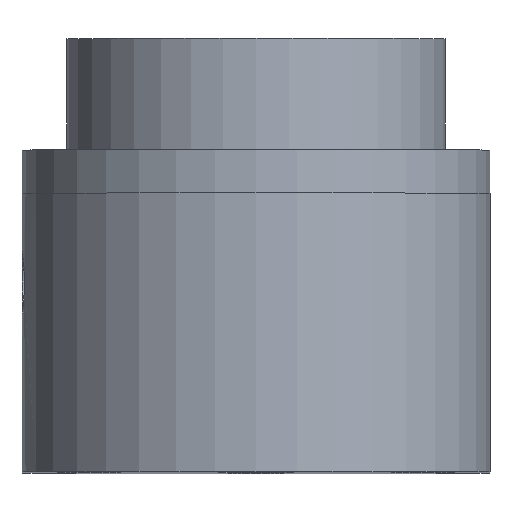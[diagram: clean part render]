
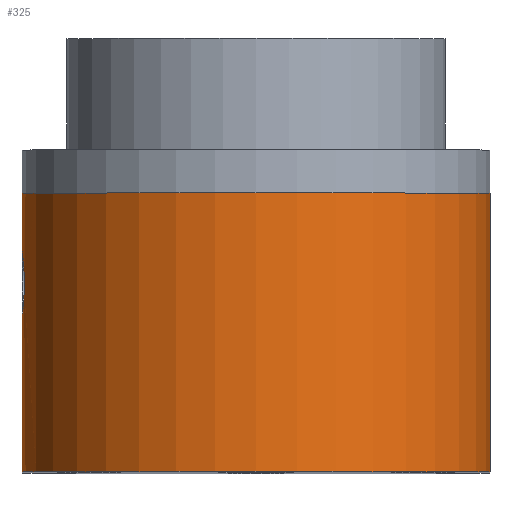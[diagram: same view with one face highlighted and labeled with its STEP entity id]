
A CAD part, top view. The second image highlights one B-rep face of the part: STEP entity #325.
In plain terms, the highlighted cylindrical face has radius 10.5 mm (diameter 21 mm), a partial arc.
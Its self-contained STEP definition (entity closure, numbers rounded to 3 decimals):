
#15=B_SPLINE_CURVE_WITH_KNOTS('',3,(#512,#513,#514,#515,#516,#517,#518,
#519,#520,#521,#522,#523,#524,#525,#526,#527,#528,#529),.UNSPECIFIED.,.F.,
 .F.,(4,2,2,2,2,2,2,2,4),(0.229,0.283,0.34,
0.396,0.453,0.509,0.566,
0.622,0.676),.UNSPECIFIED.);
#22=CYLINDRICAL_SURFACE('',#365,10.5);
#43=FACE_OUTER_BOUND('',#64,.T.);
#64=EDGE_LOOP('',(#244,#245,#246,#247,#248,#249));
#88=LINE('',#584,#109);
#89=LINE('',#587,#110);
#90=LINE('',#588,#111);
#109=VECTOR('',#422,10.);
#110=VECTOR('',#425,10.);
#111=VECTOR('',#426,10.);
#127=CIRCLE('',#355,10.5);
#135=CIRCLE('',#366,10.5);
#148=VERTEX_POINT('',#492);
#149=VERTEX_POINT('',#494);
#155=VERTEX_POINT('',#510);
#156=VERTEX_POINT('',#511);
#162=VERTEX_POINT('',#583);
#163=VERTEX_POINT('',#585);
#179=EDGE_CURVE('',#148,#149,#127,.T.);
#187=EDGE_CURVE('',#155,#156,#15,.T.);
#195=EDGE_CURVE('',#162,#156,#88,.T.);
#196=EDGE_CURVE('',#162,#163,#135,.T.);
#197=EDGE_CURVE('',#163,#149,#89,.T.);
#198=EDGE_CURVE('',#155,#148,#90,.T.);
#244=ORIENTED_EDGE('',*,*,#187,.T.);
#245=ORIENTED_EDGE('',*,*,#195,.F.);
#246=ORIENTED_EDGE('',*,*,#196,.T.);
#247=ORIENTED_EDGE('',*,*,#197,.T.);
#248=ORIENTED_EDGE('',*,*,#179,.F.);
#249=ORIENTED_EDGE('',*,*,#198,.F.);
#325=ADVANCED_FACE('',(#43),#22,.T.);
#355=AXIS2_PLACEMENT_3D('',#495,#397,#398);
#365=AXIS2_PLACEMENT_3D('',#582,#420,#421);
#366=AXIS2_PLACEMENT_3D('',#586,#423,#424);
#397=DIRECTION('center_axis',(0.,1.,0.));
#398=DIRECTION('ref_axis',(1.,0.,0.));
#420=DIRECTION('center_axis',(0.,1.,0.));
#421=DIRECTION('ref_axis',(0.,0.,1.));
#422=DIRECTION('',(0.,1.,0.));
#423=DIRECTION('center_axis',(0.,1.,0.));
#424=DIRECTION('ref_axis',(1.,0.,0.));
#425=DIRECTION('',(0.,1.,0.));
#426=DIRECTION('',(0.,1.,0.));
#492=CARTESIAN_POINT('',(-10.5,0.,-50.));
#494=CARTESIAN_POINT('',(10.5,0.,-50.));
#495=CARTESIAN_POINT('Origin',(0.,0.,-50.));
#510=CARTESIAN_POINT('',(-10.5,-2.543,-50.));
#511=CARTESIAN_POINT('',(-10.5,-5.542,-50.));
#512=CARTESIAN_POINT('Ctrl Pts',(-10.5,-2.543,-50.));
#513=CARTESIAN_POINT('Ctrl Pts',(-10.5,-2.546,-49.819));
#514=CARTESIAN_POINT('Ctrl Pts',(-10.495,-2.584,-49.629));
#515=CARTESIAN_POINT('Ctrl Pts',(-10.476,-2.733,-49.268));
#516=CARTESIAN_POINT('Ctrl Pts',(-10.462,-2.849,-49.1));
#517=CARTESIAN_POINT('Ctrl Pts',(-10.436,-3.115,-48.834));
#518=CARTESIAN_POINT('Ctrl Pts',(-10.422,-3.283,-48.718));
#519=CARTESIAN_POINT('Ctrl Pts',(-10.402,-3.653,-48.565));
#520=CARTESIAN_POINT('Ctrl Pts',(-10.396,-3.854,-48.527));
#521=CARTESIAN_POINT('Ctrl Pts',(-10.396,-4.231,-48.527));
#522=CARTESIAN_POINT('Ctrl Pts',(-10.402,-4.432,-48.565));
#523=CARTESIAN_POINT('Ctrl Pts',(-10.422,-4.802,-48.718));
#524=CARTESIAN_POINT('Ctrl Pts',(-10.436,-4.97,-48.834));
#525=CARTESIAN_POINT('Ctrl Pts',(-10.462,-5.236,-49.1));
#526=CARTESIAN_POINT('Ctrl Pts',(-10.476,-5.352,-49.268));
#527=CARTESIAN_POINT('Ctrl Pts',(-10.495,-5.501,-49.629));
#528=CARTESIAN_POINT('Ctrl Pts',(-10.5,-5.539,-49.819));
#529=CARTESIAN_POINT('Ctrl Pts',(-10.5,-5.542,-50.));
#582=CARTESIAN_POINT('Origin',(0.,-8.,-50.));
#583=CARTESIAN_POINT('',(-10.5,-12.5,-50.));
#584=CARTESIAN_POINT('',(-10.5,-8.,-50.));
#585=CARTESIAN_POINT('',(10.5,-12.5,-50.));
#586=CARTESIAN_POINT('Origin',(0.,-12.5,-50.));
#587=CARTESIAN_POINT('',(10.5,-8.,-50.));
#588=CARTESIAN_POINT('',(-10.5,-8.,-50.));
